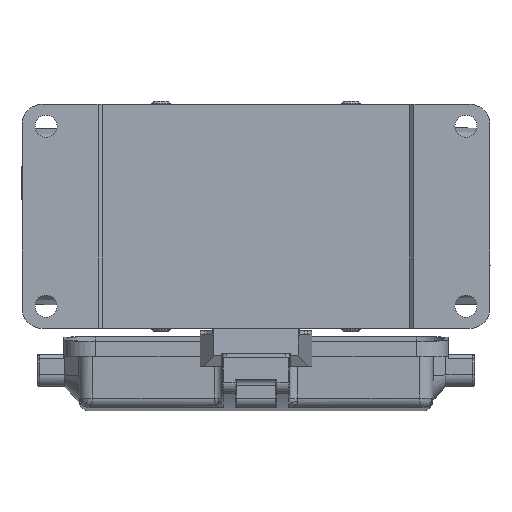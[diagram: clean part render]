
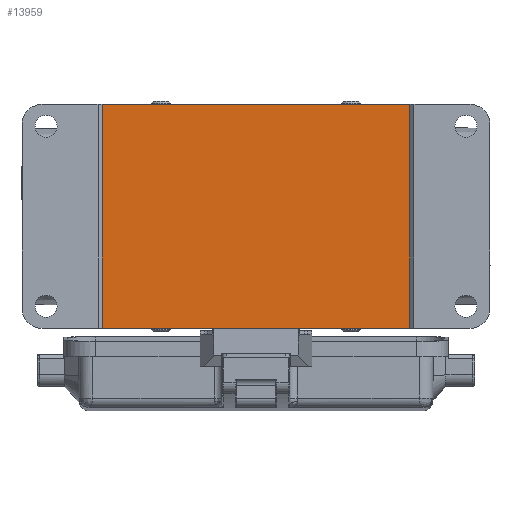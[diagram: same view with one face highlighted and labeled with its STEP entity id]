
A CAD part, front view. The second image highlights one B-rep face of the part: STEP entity #13959.
In plain terms, the highlighted planar face has unit normal (0, -1, 0).
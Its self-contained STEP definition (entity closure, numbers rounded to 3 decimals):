
#462 = VECTOR ( 'NONE', #17840, 1000. ) ;
#464 = VECTOR ( 'NONE', #17837, 1000. ) ;
#467 = VECTOR ( 'NONE', #17831, 1000. ) ;
#520 = VECTOR ( 'NONE', #17247, 1000. ) ;
#1446 = ORIENTED_EDGE ( 'NONE', *, *, #2592, .T. ) ;
#1453 = ORIENTED_EDGE ( 'NONE', *, *, #2590, .F. ) ;
#1454 = ORIENTED_EDGE ( 'NONE', *, *, #2593, .T. ) ;
#1457 = ORIENTED_EDGE ( 'NONE', *, *, #2525, .F. ) ;
#2525 = EDGE_CURVE ( 'NONE', #11403, #11395, #17245, .T. ) ;
#2590 = EDGE_CURVE ( 'NONE', #19252, #19235, #17829, .T. ) ;
#2592 = EDGE_CURVE ( 'NONE', #11403, #19235, #17835, .T. ) ;
#2593 = EDGE_CURVE ( 'NONE', #19252, #11395, #17838, .T. ) ;
#8391 = PLANE ( 'NONE',  #18579 ) ;
#8392 = CARTESIAN_POINT ( 'NONE',  ( 38.5, -23., 33.6 ) ) ;
#8393 = DIRECTION ( 'NONE',  ( 0., 1., 0. ) ) ;
#8394 = DIRECTION ( 'NONE',  ( 0., 0., 1. ) ) ;
#11395 = VERTEX_POINT ( 'NONE', #20980 ) ;
#11403 = VERTEX_POINT ( 'NONE', #20988 ) ;
#12969 = EDGE_LOOP ( 'NONE', ( #1453, #1454, #1457, #1446 ) ) ;
#13959 = ADVANCED_FACE ( 'NONE', ( #18581 ), #8391, .F. ) ;
#14802 = CARTESIAN_POINT ( 'NONE',  ( -38.5, -23., -28. ) ) ;
#14815 = CARTESIAN_POINT ( 'NONE',  ( 38.5, -23., -28. ) ) ;
#17245 = LINE ( 'NONE', #17246, #520 ) ;
#17246 = CARTESIAN_POINT ( 'NONE',  ( -58.5, -23., 28. ) ) ;
#17247 = DIRECTION ( 'NONE',  ( 1., 0., 0. ) ) ;
#17829 = LINE ( 'NONE', #17830, #467 ) ;
#17830 = CARTESIAN_POINT ( 'NONE',  ( 58.5, -23., -28. ) ) ;
#17831 = DIRECTION ( 'NONE',  ( -1., 0., 0. ) ) ;
#17835 = LINE ( 'NONE', #17836, #464 ) ;
#17836 = CARTESIAN_POINT ( 'NONE',  ( -38.5, -23., 33.6 ) ) ;
#17837 = DIRECTION ( 'NONE',  ( 0., 0., -1. ) ) ;
#17838 = LINE ( 'NONE', #17839, #462 ) ;
#17839 = CARTESIAN_POINT ( 'NONE',  ( 38.5, -23., 33.6 ) ) ;
#17840 = DIRECTION ( 'NONE',  ( 0., 0., 1. ) ) ;
#18579 = AXIS2_PLACEMENT_3D ( 'NONE', #8392, #8393, #8394 ) ;
#18581 = FACE_OUTER_BOUND ( 'NONE', #12969, .T. ) ;
#19235 = VERTEX_POINT ( 'NONE', #14802 ) ;
#19252 = VERTEX_POINT ( 'NONE', #14815 ) ;
#20980 = CARTESIAN_POINT ( 'NONE',  ( 38.5, -23., 28. ) ) ;
#20988 = CARTESIAN_POINT ( 'NONE',  ( -38.5, -23., 28. ) ) ;
